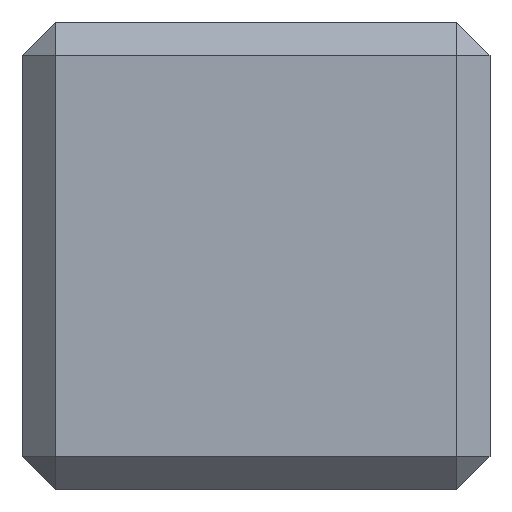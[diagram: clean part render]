
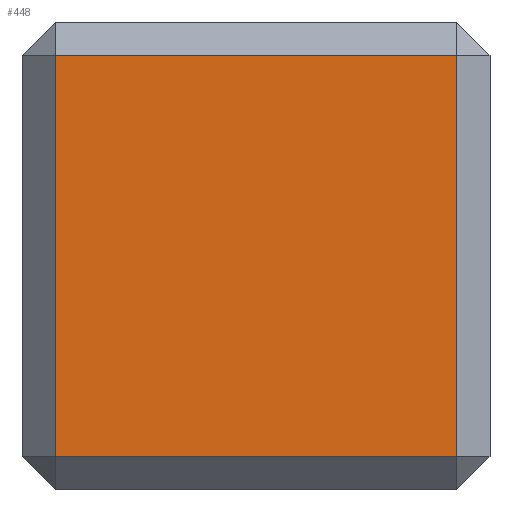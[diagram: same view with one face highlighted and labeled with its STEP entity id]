
A CAD part, left-side view. The second image highlights one B-rep face of the part: STEP entity #448.
In plain terms, the highlighted planar face has unit normal (-1, 0, 0).
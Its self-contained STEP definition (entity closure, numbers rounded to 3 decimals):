
#49=FACE_OUTER_BOUND('',#84,.T.);
#84=EDGE_LOOP('',(#366,#367,#368,#369));
#113=LINE('',#682,#164);
#123=LINE('',#702,#174);
#131=LINE('',#716,#182);
#133=LINE('',#719,#184);
#164=VECTOR('',#547,10.);
#174=VECTOR('',#565,10.);
#182=VECTOR('',#579,10.);
#184=VECTOR('',#583,10.);
#205=VERTEX_POINT('',#665);
#209=VERTEX_POINT('',#673);
#214=VERTEX_POINT('',#695);
#219=VERTEX_POINT('',#711);
#245=EDGE_CURVE('',#205,#209,#113,.T.);
#255=EDGE_CURVE('',#214,#205,#123,.T.);
#263=EDGE_CURVE('',#209,#219,#131,.T.);
#265=EDGE_CURVE('',#219,#214,#133,.T.);
#366=ORIENTED_EDGE('',*,*,#245,.F.);
#367=ORIENTED_EDGE('',*,*,#255,.F.);
#368=ORIENTED_EDGE('',*,*,#265,.F.);
#369=ORIENTED_EDGE('',*,*,#263,.F.);
#419=PLANE('',#497);
#448=ADVANCED_FACE('',(#49),#419,.T.);
#497=AXIS2_PLACEMENT_3D('',#740,#610,#611);
#547=DIRECTION('',(0.,1.,0.));
#565=DIRECTION('',(0.,0.,-1.));
#579=DIRECTION('',(0.,0.,1.));
#583=DIRECTION('',(0.,-1.,0.));
#610=DIRECTION('center_axis',(-1.,0.,0.));
#611=DIRECTION('ref_axis',(0.,-1.,0.));
#665=CARTESIAN_POINT('',(-45.3,-73.376,5.5));
#673=CARTESIAN_POINT('',(-45.3,-67.376,5.5));
#682=CARTESIAN_POINT('',(-45.3,-68.626,5.5));
#695=CARTESIAN_POINT('',(-45.3,-73.376,11.5));
#702=CARTESIAN_POINT('',(-45.3,-73.376,5.));
#711=CARTESIAN_POINT('',(-45.3,-67.376,11.5));
#716=CARTESIAN_POINT('',(-45.3,-67.376,5.));
#719=CARTESIAN_POINT('',(-45.3,-68.626,11.5));
#740=CARTESIAN_POINT('Origin',(-45.3,-66.876,5.));
